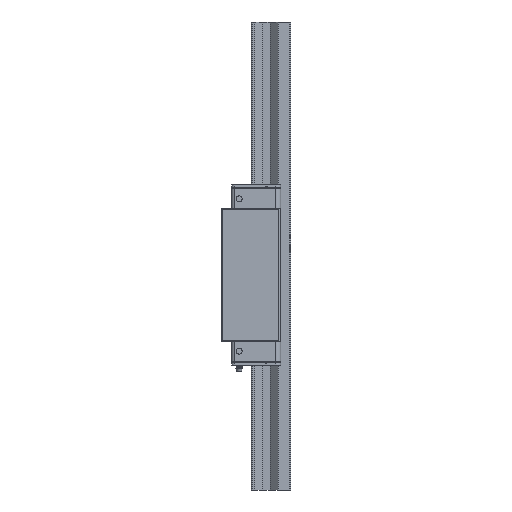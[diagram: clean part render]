
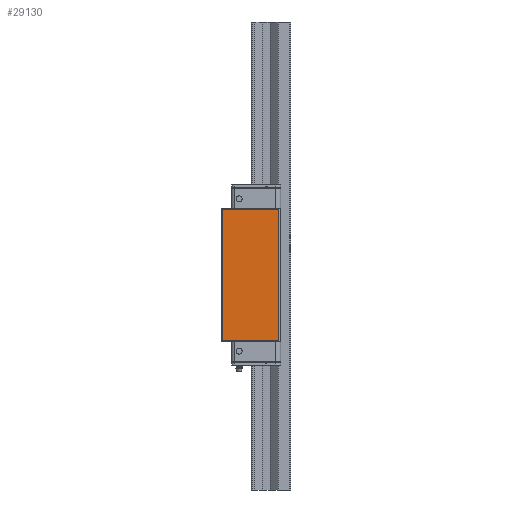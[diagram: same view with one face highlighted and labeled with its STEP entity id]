
A CAD part, left-side view. The second image highlights one B-rep face of the part: STEP entity #29130.
In plain terms, the highlighted planar face has unit normal (-1, 0, 0).
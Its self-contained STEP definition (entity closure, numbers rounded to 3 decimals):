
#690 = VECTOR ( 'NONE', #45744, 1000. ) ;
#1200 = VECTOR ( 'NONE', #39431, 1000. ) ;
#2786 = DIRECTION ( 'NONE',  ( 0., 0., 1. ) ) ;
#7542 = EDGE_CURVE ( 'NONE', #26561, #24252, #21068, .T. ) ;
#8398 = EDGE_CURVE ( 'NONE', #18440, #46501, #45592, .T. ) ;
#12906 = ORIENTED_EDGE ( 'NONE', *, *, #43041, .T. ) ;
#14202 = CARTESIAN_POINT ( 'NONE',  ( -43., -8.326, -133.3 ) ) ;
#15845 = CARTESIAN_POINT ( 'NONE',  ( -43., 48.674, -133.3 ) ) ;
#16041 = DIRECTION ( 'NONE',  ( -1., 0., 0. ) ) ;
#18173 = CARTESIAN_POINT ( 'NONE',  ( -43., 20.174, -133.3 ) ) ;
#18440 = VERTEX_POINT ( 'NONE', #14202 ) ;
#19492 = CARTESIAN_POINT ( 'NONE',  ( -43., 48.674, -0.5 ) ) ;
#20555 = LINE ( 'NONE', #18173, #690 ) ;
#21068 = LINE ( 'NONE', #51149, #1200 ) ;
#24252 = VERTEX_POINT ( 'NONE', #15845 ) ;
#25594 = CARTESIAN_POINT ( 'NONE',  ( -43., 20.174, -0.5 ) ) ;
#25673 = FACE_OUTER_BOUND ( 'NONE', #50602, .T. ) ;
#26523 = CARTESIAN_POINT ( 'NONE',  ( -43., -8.326, -66.9 ) ) ;
#26561 = VERTEX_POINT ( 'NONE', #19492 ) ;
#29130 = ADVANCED_FACE ( 'NONE', ( #25673 ), #42935, .T. ) ;
#29559 = DIRECTION ( 'NONE',  ( 0., 1., 0. ) ) ;
#33177 = AXIS2_PLACEMENT_3D ( 'NONE', #39707, #16041, #43626 ) ;
#34966 = EDGE_CURVE ( 'NONE', #46501, #26561, #48610, .T. ) ;
#37625 = VECTOR ( 'NONE', #2786, 1000. ) ;
#39431 = DIRECTION ( 'NONE',  ( 0., 0., -1. ) ) ;
#39707 = CARTESIAN_POINT ( 'NONE',  ( -43., 48.674, -0.5 ) ) ;
#42935 = PLANE ( 'NONE',  #33177 ) ;
#43041 = EDGE_CURVE ( 'NONE', #24252, #18440, #20555, .T. ) ;
#43626 = DIRECTION ( 'NONE',  ( 0., 0., -1. ) ) ;
#44404 = CARTESIAN_POINT ( 'NONE',  ( -43., -8.326, -0.5 ) ) ;
#45592 = LINE ( 'NONE', #26523, #37625 ) ;
#45744 = DIRECTION ( 'NONE',  ( 0., -1., 0. ) ) ;
#46412 = ORIENTED_EDGE ( 'NONE', *, *, #8398, .T. ) ;
#46501 = VERTEX_POINT ( 'NONE', #44404 ) ;
#47396 = VECTOR ( 'NONE', #29559, 1000. ) ;
#47639 = ORIENTED_EDGE ( 'NONE', *, *, #7542, .T. ) ;
#48610 = LINE ( 'NONE', #25594, #47396 ) ;
#50602 = EDGE_LOOP ( 'NONE', ( #50872, #47639, #12906, #46412 ) ) ;
#50872 = ORIENTED_EDGE ( 'NONE', *, *, #34966, .T. ) ;
#51149 = CARTESIAN_POINT ( 'NONE',  ( -43., 48.674, -66.9 ) ) ;
